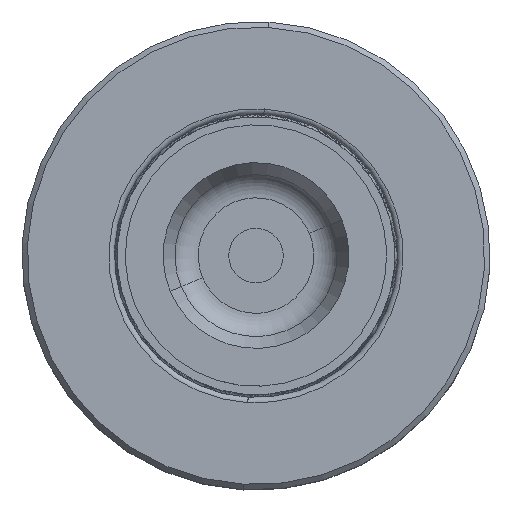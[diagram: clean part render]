
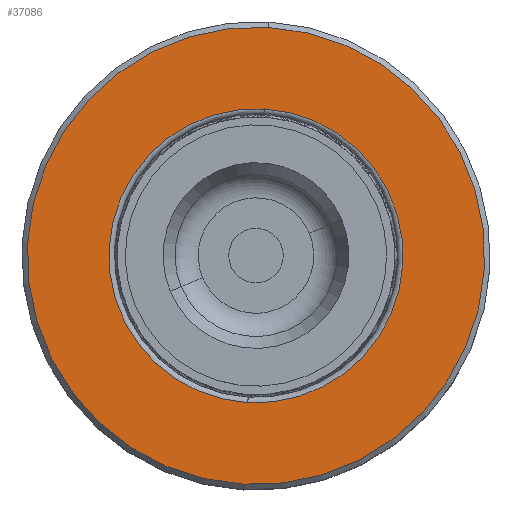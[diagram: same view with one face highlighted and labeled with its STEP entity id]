
A CAD part, top view. The second image highlights one B-rep face of the part: STEP entity #37086.
In plain terms, the highlighted face is planar.
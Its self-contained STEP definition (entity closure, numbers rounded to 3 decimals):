
#102 = CIRCLE ( 'NONE', #37046, 13.5 ) ;
#189 = DIRECTION ( 'NONE',  ( 0., -1., 0. ) ) ;
#1248 = EDGE_CURVE ( 'NONE', #1392, #23047, #35413, .T. ) ;
#1392 = VERTEX_POINT ( 'NONE', #35419 ) ;
#2447 = EDGE_CURVE ( 'NONE', #25971, #37544, #102, .T. ) ;
#3144 = EDGE_LOOP ( 'NONE', ( #33853, #15954 ) ) ;
#6013 = DIRECTION ( 'NONE',  ( 0., 0., 1. ) ) ;
#6512 = ORIENTED_EDGE ( 'NONE', *, *, #18927, .T. ) ;
#6669 = CIRCLE ( 'NONE', #9983, 13.5 ) ;
#7544 = DIRECTION ( 'NONE',  ( 0., 0., -1. ) ) ;
#8086 = AXIS2_PLACEMENT_3D ( 'NONE', #24514, #9015, #6013 ) ;
#9005 = DIRECTION ( 'NONE',  ( 0., 0., -1. ) ) ;
#9015 = DIRECTION ( 'NONE',  ( 0., 1., 0. ) ) ;
#9983 = AXIS2_PLACEMENT_3D ( 'NONE', #27464, #189, #9005 ) ;
#10081 = DIRECTION ( 'NONE',  ( 0., -1., 0. ) ) ;
#10757 = AXIS2_PLACEMENT_3D ( 'NONE', #35361, #35234, #7544 ) ;
#15954 = ORIENTED_EDGE ( 'NONE', *, *, #23772, .F. ) ;
#16953 = DIRECTION ( 'NONE',  ( 0., 0., -1. ) ) ;
#17004 = FACE_BOUND ( 'NONE', #28872, .T. ) ;
#18927 = EDGE_CURVE ( 'NONE', #37544, #25971, #6669, .T. ) ;
#22068 = CARTESIAN_POINT ( 'NONE',  ( 0., 10.687, -13.5 ) ) ;
#22939 = DIRECTION ( 'NONE',  ( 0., -1., 0. ) ) ;
#23047 = VERTEX_POINT ( 'NONE', #25178 ) ;
#23772 = EDGE_CURVE ( 'NONE', #23047, #1392, #23918, .T. ) ;
#23810 = FACE_OUTER_BOUND ( 'NONE', #3144, .T. ) ;
#23918 = CIRCLE ( 'NONE', #10757, 21. ) ;
#24514 = CARTESIAN_POINT ( 'NONE',  ( 21., 10.687, 0. ) ) ;
#25047 = DIRECTION ( 'NONE',  ( 0., 0., -1. ) ) ;
#25178 = CARTESIAN_POINT ( 'NONE',  ( 0., 10.687, 21. ) ) ;
#25971 = VERTEX_POINT ( 'NONE', #33401 ) ;
#26416 = CARTESIAN_POINT ( 'NONE',  ( 0., 10.687, 0. ) ) ;
#27464 = CARTESIAN_POINT ( 'NONE',  ( 0., 10.687, 0. ) ) ;
#28872 = EDGE_LOOP ( 'NONE', ( #6512, #33778 ) ) ;
#28949 = AXIS2_PLACEMENT_3D ( 'NONE', #34224, #10081, #25047 ) ;
#33401 = CARTESIAN_POINT ( 'NONE',  ( 0., 10.687, 13.5 ) ) ;
#33778 = ORIENTED_EDGE ( 'NONE', *, *, #2447, .T. ) ;
#33853 = ORIENTED_EDGE ( 'NONE', *, *, #1248, .F. ) ;
#34224 = CARTESIAN_POINT ( 'NONE',  ( 0., 10.687, 0. ) ) ;
#35234 = DIRECTION ( 'NONE',  ( 0., -1., 0. ) ) ;
#35361 = CARTESIAN_POINT ( 'NONE',  ( 0., 10.687, 0. ) ) ;
#35413 = CIRCLE ( 'NONE', #28949, 21. ) ;
#35419 = CARTESIAN_POINT ( 'NONE',  ( 0., 10.687, -21. ) ) ;
#37046 = AXIS2_PLACEMENT_3D ( 'NONE', #26416, #22939, #16953 ) ;
#37086 = ADVANCED_FACE ( 'NONE', ( #17004, #23810 ), #39915, .T. ) ;
#37544 = VERTEX_POINT ( 'NONE', #22068 ) ;
#39915 = PLANE ( 'NONE',  #8086 ) ;
